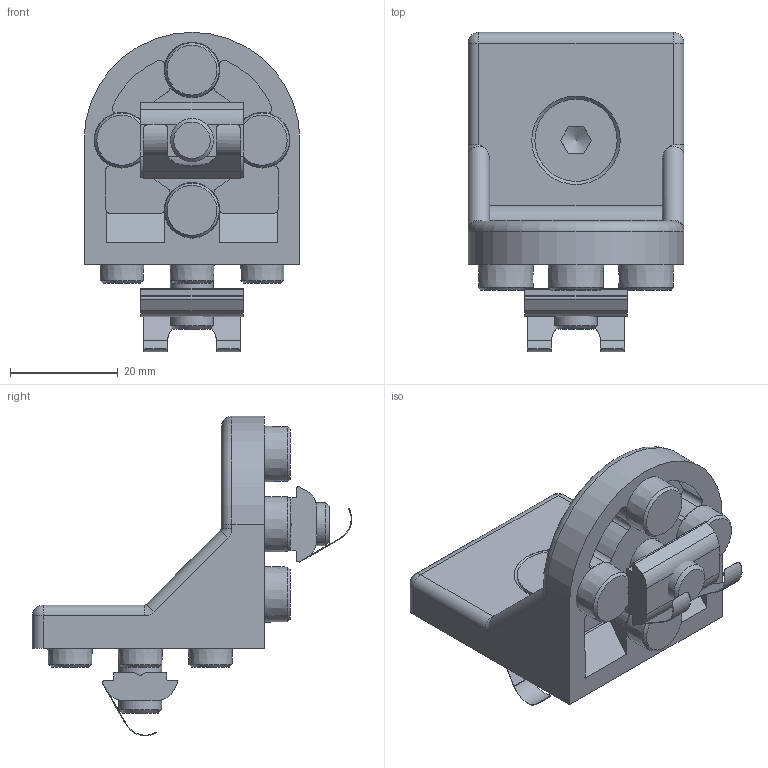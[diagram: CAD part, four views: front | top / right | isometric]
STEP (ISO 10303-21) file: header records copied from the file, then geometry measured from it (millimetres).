
FILE_DESCRIPTION(('STEP AP203'),'1');
FILE_NAME('FIXE08E1495.stp','2023-10-17T09:23:46',(' '),(' '),'Spatial InterOp 3D',' ',' ');
FILE_SCHEMA(('CONFIG_CONTROL_DESIGN'));
Length unit declared in the file: millimetre
Products named in the file (7): Kit de fixation - EcrouForceVsLigne; Vis FHC - M8x20; Ecrou coulisseau languette 10 M8; Kit equerre orientable 40 - 10 45; equerre; centreur 1; centreur 2
Assembly tree (13 placements, depth 3):
  Kit equerre orientable 40 - 10 45
    Kit de fixation - EcrouForceVsLigne  x2
      Vis FHC - M8x20
      Ecrou coulisseau languette 10 M8
    equerre
    centreur 1  x4
    centreur 2  x4
Bounding box: 40 x 59.19 x 59.19 mm (x, y, z)
Volume: 25044.4 mm3; surface area: 16782.4 mm2
Topology: 13 solids, 13 shells, 339 faces, 819 edges, 524 vertices
Faces by surface type: plane 141, cylinder 135, cone 56, torus 5, sphere 2
Full cylindrical faces by diameter (mm): 6.2 x8, 6.8 x2, 8 x4, 8.5 x2, 15.24 x2, 16.4 x2
Entity records: 8832 total; most frequent: CARTESIAN_POINT 1380, DIRECTION 1278, ORIENTED_EDGE 1082, EDGE_CURVE 541, AXIS2_PLACEMENT_3D 513, VERTEX_POINT 377, EDGE_LOOP 303, LINE 252
